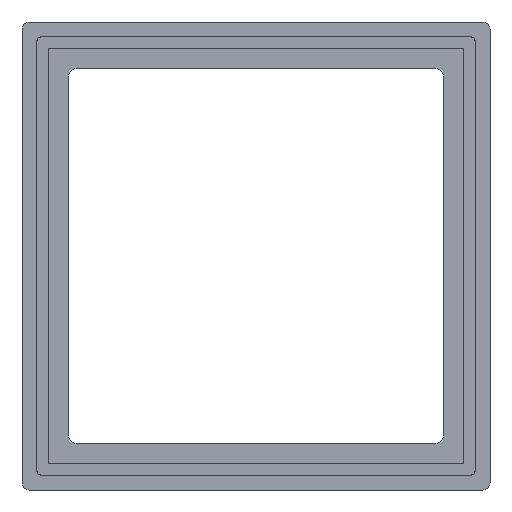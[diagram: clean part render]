
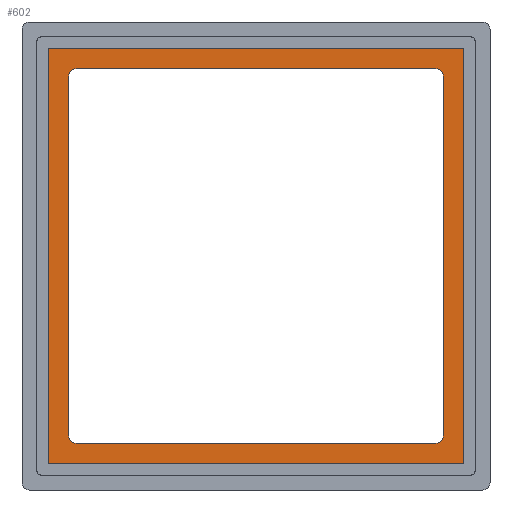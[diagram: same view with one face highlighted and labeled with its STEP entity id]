
A CAD part, front view. The second image highlights one B-rep face of the part: STEP entity #602.
In plain terms, the highlighted planar face has unit normal (0, -1, 0).
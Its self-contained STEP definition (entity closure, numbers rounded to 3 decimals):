
#18=FACE_BOUND('',#106,.T.);
#38=PLANE('',#672);
#70=FACE_OUTER_BOUND('',#105,.T.);
#105=EDGE_LOOP('',(#547,#548,#549,#550));
#106=EDGE_LOOP('',(#551,#552,#553,#554,#555,#556,#557,#558));
#145=LINE('',#964,#205);
#148=LINE('',#975,#208);
#152=LINE('',#987,#212);
#155=LINE('',#996,#215);
#157=LINE('',#1001,#217);
#160=LINE('',#1006,#220);
#162=LINE('',#1010,#222);
#164=LINE('',#1013,#224);
#205=VECTOR('',#785,10.);
#208=VECTOR('',#796,10.);
#212=VECTOR('',#808,10.);
#215=VECTOR('',#819,10.);
#217=VECTOR('',#823,10.);
#220=VECTOR('',#828,10.);
#222=VECTOR('',#832,10.);
#224=VECTOR('',#836,10.);
#244=CIRCLE('',#651,2.);
#246=CIRCLE('',#655,2.);
#248=CIRCLE('',#659,2.);
#250=CIRCLE('',#663,2.);
#289=VERTEX_POINT('',#954);
#290=VERTEX_POINT('',#956);
#292=VERTEX_POINT('',#962);
#295=VERTEX_POINT('',#969);
#296=VERTEX_POINT('',#971);
#299=VERTEX_POINT('',#981);
#300=VERTEX_POINT('',#983);
#302=VERTEX_POINT('',#992);
#303=VERTEX_POINT('',#999);
#304=VERTEX_POINT('',#1000);
#305=VERTEX_POINT('',#1005);
#306=VERTEX_POINT('',#1009);
#359=EDGE_CURVE('',#289,#290,#244,.T.);
#363=EDGE_CURVE('',#289,#292,#145,.T.);
#366=EDGE_CURVE('',#295,#296,#246,.T.);
#368=EDGE_CURVE('',#295,#290,#148,.T.);
#372=EDGE_CURVE('',#299,#300,#248,.T.);
#374=EDGE_CURVE('',#299,#296,#152,.T.);
#378=EDGE_CURVE('',#302,#292,#250,.T.);
#379=EDGE_CURVE('',#302,#300,#155,.T.);
#381=EDGE_CURVE('',#303,#304,#157,.T.);
#384=EDGE_CURVE('',#304,#305,#160,.T.);
#386=EDGE_CURVE('',#305,#306,#162,.T.);
#388=EDGE_CURVE('',#306,#303,#164,.T.);
#547=ORIENTED_EDGE('',*,*,#381,.T.);
#548=ORIENTED_EDGE('',*,*,#384,.T.);
#549=ORIENTED_EDGE('',*,*,#386,.T.);
#550=ORIENTED_EDGE('',*,*,#388,.T.);
#551=ORIENTED_EDGE('',*,*,#363,.T.);
#552=ORIENTED_EDGE('',*,*,#378,.F.);
#553=ORIENTED_EDGE('',*,*,#379,.T.);
#554=ORIENTED_EDGE('',*,*,#372,.F.);
#555=ORIENTED_EDGE('',*,*,#374,.T.);
#556=ORIENTED_EDGE('',*,*,#366,.F.);
#557=ORIENTED_EDGE('',*,*,#368,.T.);
#558=ORIENTED_EDGE('',*,*,#359,.F.);
#602=ADVANCED_FACE('',(#70,#18),#38,.F.);
#651=AXIS2_PLACEMENT_3D('',#957,#778,#779);
#655=AXIS2_PLACEMENT_3D('',#972,#791,#792);
#659=AXIS2_PLACEMENT_3D('',#984,#803,#804);
#663=AXIS2_PLACEMENT_3D('',#994,#815,#816);
#672=AXIS2_PLACEMENT_3D('',#1019,#845,#846);
#778=DIRECTION('center_axis',(0.,-1.,0.));
#779=DIRECTION('ref_axis',(0.707,0.,0.707));
#785=DIRECTION('',(0.,0.,-1.));
#791=DIRECTION('center_axis',(0.,-1.,0.));
#792=DIRECTION('ref_axis',(-0.707,0.,0.707));
#796=DIRECTION('',(1.,0.,0.));
#803=DIRECTION('center_axis',(0.,-1.,0.));
#804=DIRECTION('ref_axis',(-0.707,0.,-0.707));
#808=DIRECTION('',(0.,0.,1.));
#815=DIRECTION('center_axis',(0.,-1.,0.));
#816=DIRECTION('ref_axis',(0.707,0.,-0.707));
#819=DIRECTION('',(-1.,0.,0.));
#823=DIRECTION('',(0.,0.,1.));
#828=DIRECTION('',(-1.,0.,0.));
#832=DIRECTION('',(0.,0.,-1.));
#836=DIRECTION('',(1.,0.,0.));
#845=DIRECTION('center_axis',(0.,1.,0.));
#846=DIRECTION('ref_axis',(1.,0.,0.));
#954=CARTESIAN_POINT('',(112.5,33.05,110.5));
#956=CARTESIAN_POINT('',(110.5,33.05,112.5));
#957=CARTESIAN_POINT('Origin',(110.5,33.05,110.5));
#962=CARTESIAN_POINT('',(112.5,33.05,14.5));
#964=CARTESIAN_POINT('',(112.5,33.05,37.5));
#969=CARTESIAN_POINT('',(14.5,33.05,112.5));
#971=CARTESIAN_POINT('',(12.5,33.05,110.5));
#972=CARTESIAN_POINT('Origin',(14.5,33.05,110.5));
#975=CARTESIAN_POINT('',(87.5,33.05,112.5));
#981=CARTESIAN_POINT('',(12.5,33.05,14.5));
#983=CARTESIAN_POINT('',(14.5,33.05,12.5));
#984=CARTESIAN_POINT('Origin',(14.5,33.05,14.5));
#987=CARTESIAN_POINT('',(12.5,33.05,87.5));
#992=CARTESIAN_POINT('',(110.5,33.05,12.5));
#994=CARTESIAN_POINT('Origin',(110.5,33.05,14.5));
#996=CARTESIAN_POINT('',(37.5,33.05,12.5));
#999=CARTESIAN_POINT('',(118.,33.05,7.));
#1000=CARTESIAN_POINT('',(118.,33.05,118.));
#1001=CARTESIAN_POINT('',(118.,33.05,90.25));
#1005=CARTESIAN_POINT('',(7.,33.05,118.));
#1006=CARTESIAN_POINT('',(34.75,33.05,118.));
#1009=CARTESIAN_POINT('',(7.,33.05,7.));
#1010=CARTESIAN_POINT('',(7.,33.05,34.75));
#1013=CARTESIAN_POINT('',(90.25,33.05,7.));
#1019=CARTESIAN_POINT('Origin',(62.5,33.05,62.5));
